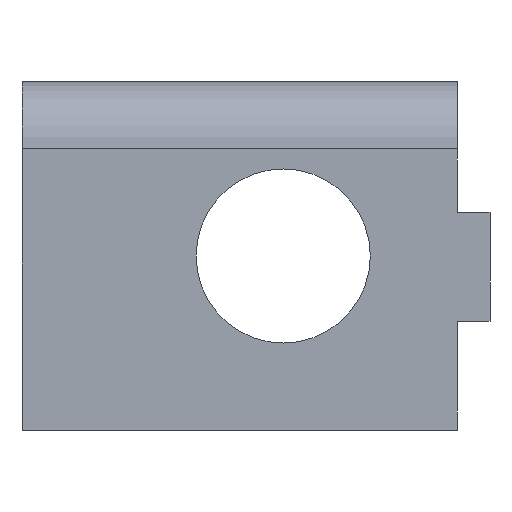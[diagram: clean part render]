
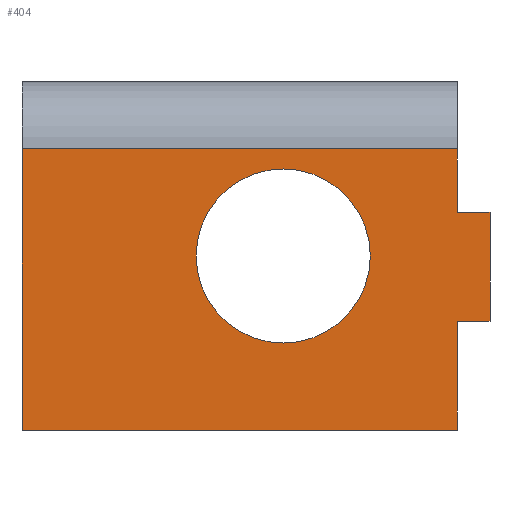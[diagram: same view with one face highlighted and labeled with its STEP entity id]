
A CAD part, left-side view. The second image highlights one B-rep face of the part: STEP entity #404.
In plain terms, the highlighted planar face has unit normal (-1, 0, 0).
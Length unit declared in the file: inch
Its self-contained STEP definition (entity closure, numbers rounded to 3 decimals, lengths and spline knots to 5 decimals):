
#18 = CARTESIAN_POINT ( 'NONE',  ( 17.0285, 31.9375, 0.646 ) ) ;
#30 = LINE ( 'NONE', #18, #121 ) ;
#38 = AXIS2_PLACEMENT_3D ( 'NONE', #213, #670, #40 ) ;
#40 = DIRECTION ( 'NONE',  ( 0., 0., -1. ) ) ;
#52 = ORIENTED_EDGE ( 'NONE', *, *, #708, .T. ) ;
#54 = AXIS2_PLACEMENT_3D ( 'NONE', #980, #988, #380 ) ;
#62 = CARTESIAN_POINT ( 'NONE',  ( 17.0285, 32.9375, 0. ) ) ;
#79 = VERTEX_POINT ( 'NONE', #833 ) ;
#91 = VERTEX_POINT ( 'NONE', #994 ) ;
#96 = VERTEX_POINT ( 'NONE', #259 ) ;
#109 = CARTESIAN_POINT ( 'NONE',  ( 17.0285, 31.9375, 0.25 ) ) ;
#114 = VERTEX_POINT ( 'NONE', #778 ) ;
#120 = ORIENTED_EDGE ( 'NONE', *, *, #674, .F. ) ;
#121 = VECTOR ( 'NONE', #711, 39.37008 ) ;
#157 = VERTEX_POINT ( 'NONE', #109 ) ;
#207 = VECTOR ( 'NONE', #991, 39.37008 ) ;
#213 = CARTESIAN_POINT ( 'NONE',  ( 17.0285, 32.3375, 0.4 ) ) ;
#222 = ORIENTED_EDGE ( 'NONE', *, *, #226, .T. ) ;
#226 = EDGE_CURVE ( 'NONE', #96, #252, #724, .T. ) ;
#238 = VERTEX_POINT ( 'NONE', #360 ) ;
#239 = CARTESIAN_POINT ( 'NONE',  ( 17.0285, 31.9375, 0. ) ) ;
#241 = DIRECTION ( 'NONE',  ( 0., 1., 0. ) ) ;
#244 = ORIENTED_EDGE ( 'NONE', *, *, #426, .F. ) ;
#252 = VERTEX_POINT ( 'NONE', #809 ) ;
#258 = CARTESIAN_POINT ( 'NONE',  ( 17.0285, 31.8625, 0.5 ) ) ;
#259 = CARTESIAN_POINT ( 'NONE',  ( 17.0285, 31.8625, 0.5 ) ) ;
#267 = EDGE_CURVE ( 'NONE', #91, #597, #839, .T. ) ;
#274 = DIRECTION ( 'NONE',  ( 0., 1., 0. ) ) ;
#281 = VECTOR ( 'NONE', #274, 39.37008 ) ;
#297 = DIRECTION ( 'NONE',  ( 0., 1., 0. ) ) ;
#298 = LINE ( 'NONE', #62, #207 ) ;
#328 = EDGE_LOOP ( 'NONE', ( #748, #626 ) ) ;
#338 = ORIENTED_EDGE ( 'NONE', *, *, #478, .T. ) ;
#343 = ORIENTED_EDGE ( 'NONE', *, *, #532, .T. ) ;
#344 = LINE ( 'NONE', #258, #544 ) ;
#360 = CARTESIAN_POINT ( 'NONE',  ( 17.0285, 31.9375, 0.646 ) ) ;
#372 = EDGE_LOOP ( 'NONE', ( #680, #120, #343, #244, #720, #222, #52, #338 ) ) ;
#380 = DIRECTION ( 'NONE',  ( 0., 0., 1. ) ) ;
#399 = VECTOR ( 'NONE', #853, 39.37008 ) ;
#404 = ADVANCED_FACE ( 'NONE', ( #747, #832 ), #624, .T. ) ;
#414 = DIRECTION ( 'NONE',  ( 0., 0., -1. ) ) ;
#426 = EDGE_CURVE ( 'NONE', #114, #157, #606, .T. ) ;
#467 = LINE ( 'NONE', #973, #666 ) ;
#474 = VERTEX_POINT ( 'NONE', #477 ) ;
#477 = CARTESIAN_POINT ( 'NONE',  ( 17.0285, 32.9375, 0.646 ) ) ;
#478 = EDGE_CURVE ( 'NONE', #238, #474, #30, .T. ) ;
#525 = EDGE_CURVE ( 'NONE', #96, #114, #344, .T. ) ;
#532 = EDGE_CURVE ( 'NONE', #880, #157, #554, .T. ) ;
#543 = AXIS2_PLACEMENT_3D ( 'NONE', #589, #595, #813 ) ;
#544 = VECTOR ( 'NONE', #414, 39.37008 ) ;
#554 = LINE ( 'NONE', #792, #399 ) ;
#578 = LINE ( 'NONE', #968, #819 ) ;
#589 = CARTESIAN_POINT ( 'NONE',  ( 17.0285, 32.3375, 0.4 ) ) ;
#594 = DIRECTION ( 'NONE',  ( 0., 0., 1. ) ) ;
#595 = DIRECTION ( 'NONE',  ( 1., 0., 0. ) ) ;
#597 = VERTEX_POINT ( 'NONE', #737 ) ;
#599 = EDGE_CURVE ( 'NONE', #597, #91, #840, .T. ) ;
#606 = LINE ( 'NONE', #917, #802 ) ;
#624 = PLANE ( 'NONE',  #54 ) ;
#626 = ORIENTED_EDGE ( 'NONE', *, *, #267, .T. ) ;
#666 = VECTOR ( 'NONE', #297, 39.37008 ) ;
#670 = DIRECTION ( 'NONE',  ( 1., 0., 0. ) ) ;
#674 = EDGE_CURVE ( 'NONE', #880, #79, #467, .T. ) ;
#680 = ORIENTED_EDGE ( 'NONE', *, *, #948, .F. ) ;
#708 = EDGE_CURVE ( 'NONE', #252, #238, #578, .T. ) ;
#711 = DIRECTION ( 'NONE',  ( 0., 1., 0. ) ) ;
#720 = ORIENTED_EDGE ( 'NONE', *, *, #525, .F. ) ;
#724 = LINE ( 'NONE', #735, #281 ) ;
#735 = CARTESIAN_POINT ( 'NONE',  ( 17.0285, 31.8625, 0.5 ) ) ;
#737 = CARTESIAN_POINT ( 'NONE',  ( 17.0285, 32.3375, 0.2 ) ) ;
#747 = FACE_BOUND ( 'NONE', #328, .T. ) ;
#748 = ORIENTED_EDGE ( 'NONE', *, *, #599, .T. ) ;
#778 = CARTESIAN_POINT ( 'NONE',  ( 17.0285, 31.8625, 0.25 ) ) ;
#792 = CARTESIAN_POINT ( 'NONE',  ( 17.0285, 31.9375, 0. ) ) ;
#802 = VECTOR ( 'NONE', #241, 39.37008 ) ;
#809 = CARTESIAN_POINT ( 'NONE',  ( 17.0285, 31.9375, 0.5 ) ) ;
#813 = DIRECTION ( 'NONE',  ( 0., 0., -1. ) ) ;
#819 = VECTOR ( 'NONE', #594, 39.37008 ) ;
#832 = FACE_OUTER_BOUND ( 'NONE', #372, .T. ) ;
#833 = CARTESIAN_POINT ( 'NONE',  ( 17.0285, 32.9375, 0. ) ) ;
#839 = CIRCLE ( 'NONE', #543, 0.2 ) ;
#840 = CIRCLE ( 'NONE', #38, 0.2 ) ;
#853 = DIRECTION ( 'NONE',  ( 0., 0., 1. ) ) ;
#880 = VERTEX_POINT ( 'NONE', #239 ) ;
#917 = CARTESIAN_POINT ( 'NONE',  ( 17.0285, 31.8625, 0.25 ) ) ;
#948 = EDGE_CURVE ( 'NONE', #79, #474, #298, .T. ) ;
#968 = CARTESIAN_POINT ( 'NONE',  ( 17.0285, 31.9375, 0. ) ) ;
#973 = CARTESIAN_POINT ( 'NONE',  ( 17.0285, 31.9375, 0. ) ) ;
#980 = CARTESIAN_POINT ( 'NONE',  ( 17.0285, 31.9375, 0. ) ) ;
#988 = DIRECTION ( 'NONE',  ( -1., 0., 0. ) ) ;
#991 = DIRECTION ( 'NONE',  ( 0., 0., 1. ) ) ;
#994 = CARTESIAN_POINT ( 'NONE',  ( 17.0285, 32.3375, 0.6 ) ) ;
